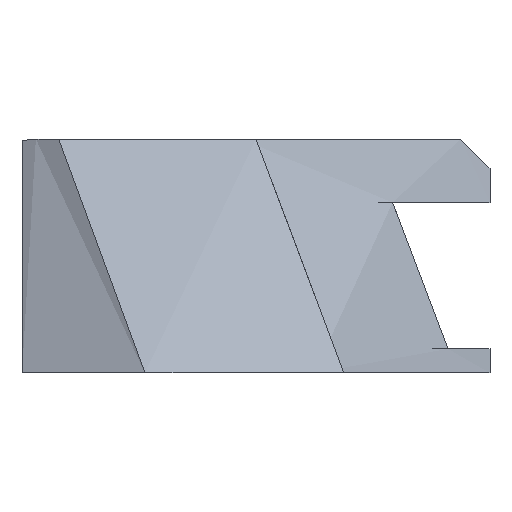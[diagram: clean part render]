
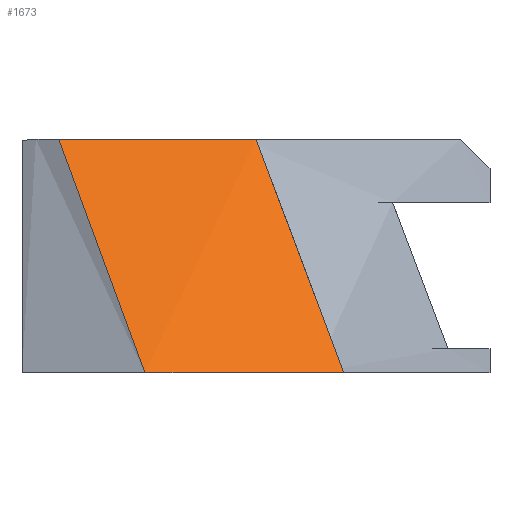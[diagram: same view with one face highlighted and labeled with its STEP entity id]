
A CAD part, left-side view. The second image highlights one B-rep face of the part: STEP entity #1673.
In plain terms, the highlighted free-form (B-spline) face has degree [1, 1] with [2, 2] control points.
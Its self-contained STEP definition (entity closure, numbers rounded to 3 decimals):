
#275 = VERTEX_POINT('',#276);
#276 = CARTESIAN_POINT('',(-87.113,-2.518,16.));
#282 = EDGE_CURVE('',#283,#275,#285,.T.);
#283 = VERTEX_POINT('',#284);
#284 = CARTESIAN_POINT('',(-83.5,-16.,16.));
#285 = LINE('',#286,#287);
#286 = CARTESIAN_POINT('',(-83.5,-16.,16.));
#287 = VECTOR('',#288,1.);
#288 = DIRECTION('',(-0.259,0.966,0.));
#576 = VERTEX_POINT('',#577);
#577 = CARTESIAN_POINT('',(-101.851,-8.402,0.));
#583 = EDGE_CURVE('',#584,#576,#586,.T.);
#584 = VERTEX_POINT('',#585);
#585 = CARTESIAN_POINT('',(-94.,-22.,0.));
#586 = LINE('',#587,#588);
#587 = CARTESIAN_POINT('',(-94.,-22.,0.));
#588 = VECTOR('',#589,1.);
#589 = DIRECTION('',(-0.5,0.866,0.));
#1447 = EDGE_CURVE('',#584,#283,#1448,.T.);
#1448 = B_SPLINE_CURVE_WITH_KNOTS('',1,(#1449,#1450),.UNSPECIFIED.,.F.,
  .F.,(2,2),(0.,1.),.PIECEWISE_BEZIER_KNOTS.);
#1449 = CARTESIAN_POINT('',(-94.,-22.,0.));
#1450 = CARTESIAN_POINT('',(-83.5,-16.,16.));
#1673 = ADVANCED_FACE('',(#1674),#1684,.T.);
#1674 = FACE_BOUND('',#1675,.T.);
#1675 = EDGE_LOOP('',(#1676,#1677,#1678,#1679));
#1676 = ORIENTED_EDGE('',*,*,#583,.F.);
#1677 = ORIENTED_EDGE('',*,*,#1447,.T.);
#1678 = ORIENTED_EDGE('',*,*,#282,.T.);
#1679 = ORIENTED_EDGE('',*,*,#1680,.F.);
#1680 = EDGE_CURVE('',#576,#275,#1681,.T.);
#1681 = B_SPLINE_CURVE_WITH_KNOTS('',1,(#1682,#1683),.UNSPECIFIED.,.F.,
  .F.,(2,2),(0.,1.),.PIECEWISE_BEZIER_KNOTS.);
#1682 = CARTESIAN_POINT('',(-101.851,-8.402,0.));
#1683 = CARTESIAN_POINT('',(-87.113,-2.518,16.));
#1684 = B_SPLINE_SURFACE_WITH_KNOTS('',1,1,(
    (#1685,#1686)
    ,(#1687,#1688
    )),.UNSPECIFIED.,.F.,.F.,.F.,(2,2),(2,2),(-15.702,0.),(0.,1.
    ),.PIECEWISE_BEZIER_KNOTS.);
#1685 = CARTESIAN_POINT('',(-101.851,-8.402,0.));
#1686 = CARTESIAN_POINT('',(-87.113,-2.518,16.));
#1687 = CARTESIAN_POINT('',(-94.,-22.,0.));
#1688 = CARTESIAN_POINT('',(-83.5,-16.,16.));
